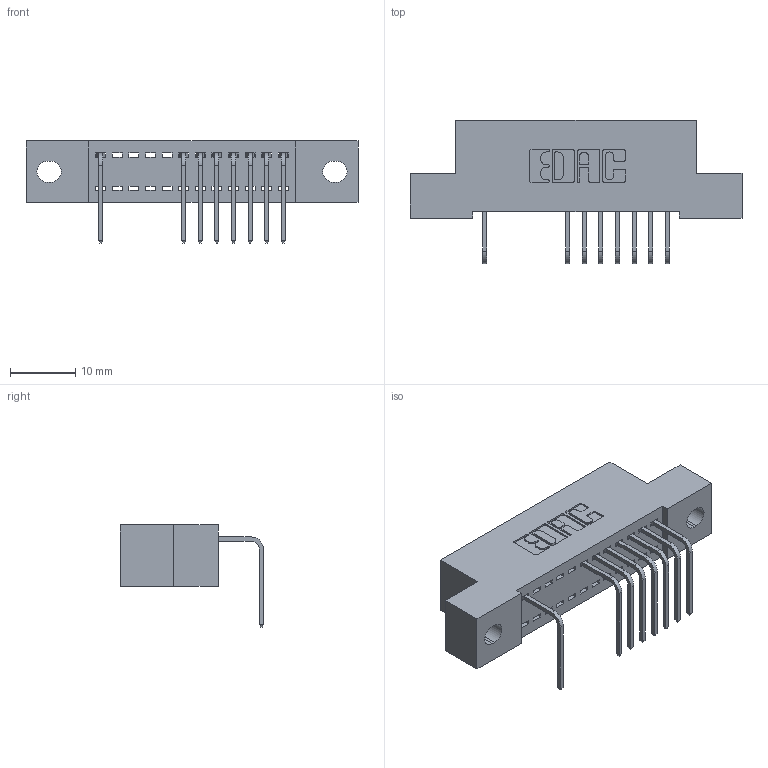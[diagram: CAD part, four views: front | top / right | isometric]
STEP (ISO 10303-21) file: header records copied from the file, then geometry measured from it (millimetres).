
FILE_DESCRIPTION (( 'STEP AP203' ), '1' );
FILE_NAME ('342-012-558-102.STEP', '2018-08-10T15:47:33', ( '' ), ( '' ), 'SwSTEP 2.0', 'SolidWorks 2016', '' );
FILE_SCHEMA (( 'CONFIG_CONTROL_DESIGN' ));
Length unit declared in the file: inch
Products named in the file (3): 342-012-558-102; 342 Part_.128 Slot; 345-292-001_558 Tail - 2
Assembly tree (9 placements, depth 2):
  342-012-558-102
    342 Part_.128 Slot
    345-292-001_558 Tail - 2  x8
Bounding box: 50.8 x 21.91 x 15.62 mm (x, y, z)
Volume: 4272.4 mm3; surface area: 5387.7 mm2
Topology: 9 solids, 9 shells, 642 faces, 1935 edges, 1278 vertices
Faces by surface type: plane 470, cylinder 172
Entity records: 11175 total; most frequent: CARTESIAN_POINT 1958, ORIENTED_EDGE 1910, DIRECTION 1707, EDGE_CURVE 955, VECTOR 827, LINE 827, VERTEX_POINT 634, AXIS2_PLACEMENT_3D 440
